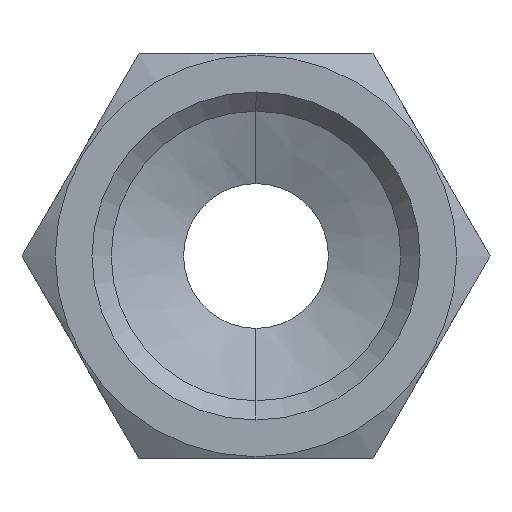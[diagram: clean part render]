
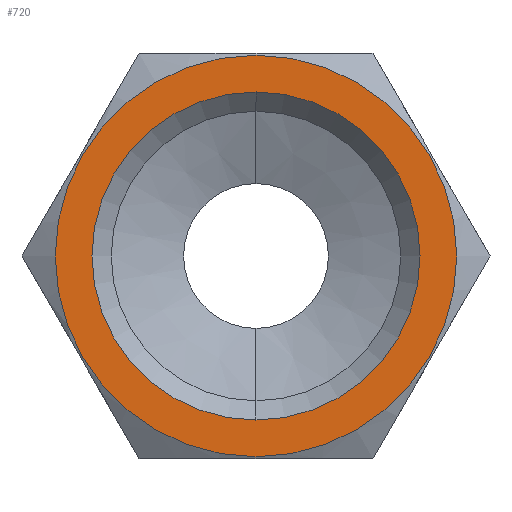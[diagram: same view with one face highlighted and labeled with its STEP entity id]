
A CAD part, front view. The second image highlights one B-rep face of the part: STEP entity #720.
In plain terms, the highlighted planar face has unit normal (0, -1, 0).
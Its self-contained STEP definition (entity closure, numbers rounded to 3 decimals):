
#64 = VERTEX_POINT ( 'NONE', #254 ) ;
#65 = VERTEX_POINT ( 'NONE', #255 ) ;
#66 = VERTEX_POINT ( 'NONE', #256 ) ;
#67 = VERTEX_POINT ( 'NONE', #257 ) ;
#140 = CIRCLE ( 'NONE', #142, 8.5 ) ;
#142 = AXIS2_PLACEMENT_3D ( 'NONE', #748, #749, #750 ) ;
#144 = CIRCLE ( 'NONE', #146, 10.4 ) ;
#146 = AXIS2_PLACEMENT_3D ( 'NONE', #755, #756, #757 ) ;
#225 = EDGE_CURVE ( 'NONE', #64, #65, #140, .T. ) ;
#228 = EDGE_CURVE ( 'NONE', #66, #67, #144, .T. ) ;
#254 = CARTESIAN_POINT ( 'NONE',  ( 0., 0., 8.5 ) ) ;
#255 = CARTESIAN_POINT ( 'NONE',  ( 0., 0., -8.5 ) ) ;
#256 = CARTESIAN_POINT ( 'NONE',  ( 0., 0., -10.4 ) ) ;
#257 = CARTESIAN_POINT ( 'NONE',  ( 0., 0., 10.4 ) ) ;
#370 = EDGE_LOOP ( 'NONE', ( #581, #583 ) ) ;
#371 = EDGE_LOOP ( 'NONE', ( #578, #585 ) ) ;
#555 = EDGE_CURVE ( 'NONE', #65, #64, #1027, .T. ) ;
#556 = EDGE_CURVE ( 'NONE', #67, #66, #1033, .T. ) ;
#578 = ORIENTED_EDGE ( 'NONE', *, *, #556, .T. ) ;
#581 = ORIENTED_EDGE ( 'NONE', *, *, #555, .F. ) ;
#583 = ORIENTED_EDGE ( 'NONE', *, *, #225, .F. ) ;
#585 = ORIENTED_EDGE ( 'NONE', *, *, #228, .T. ) ;
#720 = ADVANCED_FACE ( 'NONE', ( #1234, #1235 ), #1183, .T. ) ;
#748 = CARTESIAN_POINT ( 'NONE',  ( 0., 0., 0. ) ) ;
#749 = DIRECTION ( 'NONE',  ( 0., -1., 0. ) ) ;
#750 = DIRECTION ( 'NONE',  ( 0., 0., -1. ) ) ;
#755 = CARTESIAN_POINT ( 'NONE',  ( 0., 0., 0. ) ) ;
#756 = DIRECTION ( 'NONE',  ( 0., -1., 0. ) ) ;
#757 = DIRECTION ( 'NONE',  ( 0., 0., -1. ) ) ;
#1027 = CIRCLE ( 'NONE', #1035, 8.5 ) ;
#1033 = CIRCLE ( 'NONE', #1037, 10.4 ) ;
#1035 = AXIS2_PLACEMENT_3D ( 'NONE', #1093, #1094, #1095 ) ;
#1037 = AXIS2_PLACEMENT_3D ( 'NONE', #1096, #1097, #1098 ) ;
#1063 = AXIS2_PLACEMENT_3D ( 'NONE', #1184, #1185, #1186 ) ;
#1093 = CARTESIAN_POINT ( 'NONE',  ( 0., 0., 0. ) ) ;
#1094 = DIRECTION ( 'NONE',  ( 0., -1., 0. ) ) ;
#1095 = DIRECTION ( 'NONE',  ( 0., 0., -1. ) ) ;
#1096 = CARTESIAN_POINT ( 'NONE',  ( 0., 0., 0. ) ) ;
#1097 = DIRECTION ( 'NONE',  ( 0., -1., 0. ) ) ;
#1098 = DIRECTION ( 'NONE',  ( 0., 0., -1. ) ) ;
#1183 = PLANE ( 'NONE',  #1063 ) ;
#1184 = CARTESIAN_POINT ( 'NONE',  ( 0., 0., 0. ) ) ;
#1185 = DIRECTION ( 'NONE',  ( 0., -1., 0. ) ) ;
#1186 = DIRECTION ( 'NONE',  ( 0., 0., -1. ) ) ;
#1234 = FACE_BOUND ( 'NONE', #370, .T. ) ;
#1235 = FACE_OUTER_BOUND ( 'NONE', #371, .T. ) ;
